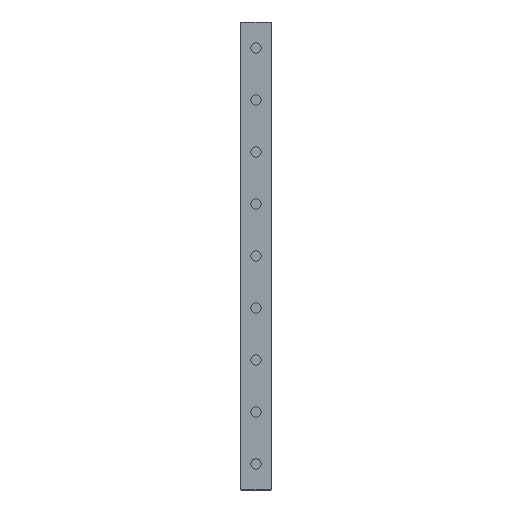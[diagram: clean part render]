
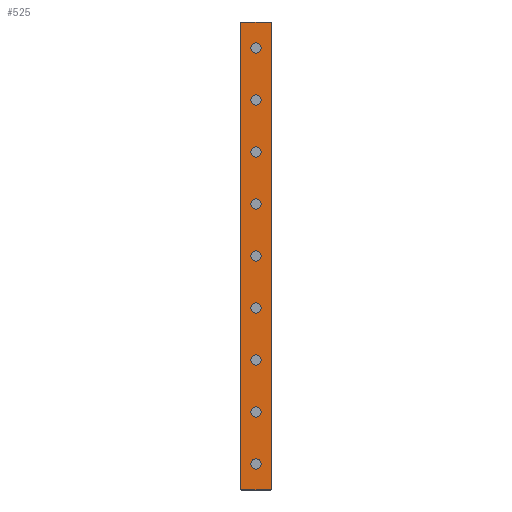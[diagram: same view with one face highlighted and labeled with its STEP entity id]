
A CAD part, top view. The second image highlights one B-rep face of the part: STEP entity #525.
In plain terms, the highlighted planar face has unit normal (0, 0, 1).
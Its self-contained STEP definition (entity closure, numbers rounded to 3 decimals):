
#525=ADVANCED_FACE('',(#1079,#1080,#1081,#1082,#1083,#1084,#1085,#1086,#1087,#1088),#1089,.T.);
#1079=FACE_BOUND('',#1646,.T.);
#1080=FACE_BOUND('',#1647,.T.);
#1081=FACE_BOUND('',#1648,.T.);
#1082=FACE_BOUND('',#1649,.T.);
#1083=FACE_BOUND('',#1650,.T.);
#1084=FACE_BOUND('',#1651,.T.);
#1085=FACE_BOUND('',#1652,.T.);
#1086=FACE_BOUND('',#1653,.T.);
#1087=FACE_BOUND('',#1654,.T.);
#1088=FACE_OUTER_BOUND('',#1655,.T.);
#1089=PLANE('',#1656);
#1646=EDGE_LOOP('',(#3131,#3132));
#1647=EDGE_LOOP('',(#3133,#3134));
#1648=EDGE_LOOP('',(#3135,#3136));
#1649=EDGE_LOOP('',(#3137,#3138));
#1650=EDGE_LOOP('',(#3139,#3140));
#1651=EDGE_LOOP('',(#3141,#3142));
#1652=EDGE_LOOP('',(#3143,#3144));
#1653=EDGE_LOOP('',(#3145,#3146));
#1654=EDGE_LOOP('',(#3147,#3148));
#1655=EDGE_LOOP('',(#3149,#3150,#3151,#3152));
#1656=AXIS2_PLACEMENT_3D('',#3153,#3154,#3155);
#3131=ORIENTED_EDGE('',*,*,#3358,.T.);
#3132=ORIENTED_EDGE('',*,*,#3759,.T.);
#3133=ORIENTED_EDGE('',*,*,#3348,.T.);
#3134=ORIENTED_EDGE('',*,*,#3765,.T.);
#3135=ORIENTED_EDGE('',*,*,#3338,.T.);
#3136=ORIENTED_EDGE('',*,*,#3771,.T.);
#3137=ORIENTED_EDGE('',*,*,#3328,.T.);
#3138=ORIENTED_EDGE('',*,*,#3777,.T.);
#3139=ORIENTED_EDGE('',*,*,#3318,.T.);
#3140=ORIENTED_EDGE('',*,*,#3783,.T.);
#3141=ORIENTED_EDGE('',*,*,#3308,.T.);
#3142=ORIENTED_EDGE('',*,*,#3789,.T.);
#3143=ORIENTED_EDGE('',*,*,#3298,.T.);
#3144=ORIENTED_EDGE('',*,*,#3795,.T.);
#3145=ORIENTED_EDGE('',*,*,#3288,.T.);
#3146=ORIENTED_EDGE('',*,*,#3801,.T.);
#3147=ORIENTED_EDGE('',*,*,#3278,.T.);
#3148=ORIENTED_EDGE('',*,*,#3807,.T.);
#3149=ORIENTED_EDGE('',*,*,#3744,.T.);
#3150=ORIENTED_EDGE('',*,*,#3841,.F.);
#3151=ORIENTED_EDGE('',*,*,#3630,.T.);
#3152=ORIENTED_EDGE('',*,*,#3839,.T.);
#3153=CARTESIAN_POINT('',(0.0,360.0,8.5));
#3154=DIRECTION('',(0.0,0.0,1.0));
#3155=DIRECTION('',(-1.0,0.0,0.0));
#3278=EDGE_CURVE('',#3898,#3895,#3899,.T.);
#3288=EDGE_CURVE('',#3916,#3913,#3917,.T.);
#3298=EDGE_CURVE('',#3934,#3931,#3935,.T.);
#3308=EDGE_CURVE('',#3952,#3949,#3953,.T.);
#3318=EDGE_CURVE('',#3970,#3967,#3971,.T.);
#3328=EDGE_CURVE('',#3988,#3985,#3989,.T.);
#3338=EDGE_CURVE('',#4006,#4003,#4007,.T.);
#3348=EDGE_CURVE('',#4024,#4021,#4025,.T.);
#3358=EDGE_CURVE('',#4042,#4039,#4043,.T.);
#3630=EDGE_CURVE('',#4443,#4441,#4444,.T.);
#3744=EDGE_CURVE('',#4624,#4622,#4625,.T.);
#3759=EDGE_CURVE('',#4039,#4042,#4651,.T.);
#3765=EDGE_CURVE('',#4021,#4024,#4657,.T.);
#3771=EDGE_CURVE('',#4003,#4006,#4663,.T.);
#3777=EDGE_CURVE('',#3985,#3988,#4669,.T.);
#3783=EDGE_CURVE('',#3967,#3970,#4675,.T.);
#3789=EDGE_CURVE('',#3949,#3952,#4681,.T.);
#3795=EDGE_CURVE('',#3931,#3934,#4687,.T.);
#3801=EDGE_CURVE('',#3913,#3916,#4693,.T.);
#3807=EDGE_CURVE('',#3895,#3898,#4699,.T.);
#3839=EDGE_CURVE('',#4441,#4624,#4731,.T.);
#3841=EDGE_CURVE('',#4443,#4622,#4733,.T.);
#3895=VERTEX_POINT('',#4793);
#3898=VERTEX_POINT('',#4797);
#3899=CIRCLE('',#4798,4.0);
#3913=VERTEX_POINT('',#4815);
#3916=VERTEX_POINT('',#4819);
#3917=CIRCLE('',#4820,4.0);
#3931=VERTEX_POINT('',#4837);
#3934=VERTEX_POINT('',#4841);
#3935=CIRCLE('',#4842,4.0);
#3949=VERTEX_POINT('',#4859);
#3952=VERTEX_POINT('',#4863);
#3953=CIRCLE('',#4864,4.0);
#3967=VERTEX_POINT('',#4881);
#3970=VERTEX_POINT('',#4885);
#3971=CIRCLE('',#4886,4.0);
#3985=VERTEX_POINT('',#4903);
#3988=VERTEX_POINT('',#4907);
#3989=CIRCLE('',#4908,4.0);
#4003=VERTEX_POINT('',#4925);
#4006=VERTEX_POINT('',#4929);
#4007=CIRCLE('',#4930,4.0);
#4021=VERTEX_POINT('',#4947);
#4024=VERTEX_POINT('',#4951);
#4025=CIRCLE('',#4952,4.0);
#4039=VERTEX_POINT('',#4969);
#4042=VERTEX_POINT('',#4973);
#4043=CIRCLE('',#4974,4.0);
#4441=VERTEX_POINT('',#5512);
#4443=VERTEX_POINT('',#5515);
#4444=LINE('',#5516,#5517);
#4622=VERTEX_POINT('',#5769);
#4624=VERTEX_POINT('',#5772);
#4625=LINE('',#5773,#5774);
#4651=CIRCLE('',#5806,4.0);
#4657=CIRCLE('',#5812,4.0);
#4663=CIRCLE('',#5818,4.0);
#4669=CIRCLE('',#5824,4.0);
#4675=CIRCLE('',#5830,4.0);
#4681=CIRCLE('',#5836,4.0);
#4687=CIRCLE('',#5842,4.0);
#4693=CIRCLE('',#5848,4.0);
#4699=CIRCLE('',#5854,4.0);
#4731=LINE('',#5899,#5900);
#4733=LINE('',#5902,#5903);
#4793=CARTESIAN_POINT('',(4.0,20.0,8.5));
#4797=CARTESIAN_POINT('',(-4.0,20.0,8.5));
#4798=AXIS2_PLACEMENT_3D('',#5965,#5966,#5967);
#4815=CARTESIAN_POINT('',(4.0,60.0,8.5));
#4819=CARTESIAN_POINT('',(-4.0,60.0,8.5));
#4820=AXIS2_PLACEMENT_3D('',#5981,#5982,#5983);
#4837=CARTESIAN_POINT('',(4.0,100.0,8.5));
#4841=CARTESIAN_POINT('',(-4.0,100.0,8.5));
#4842=AXIS2_PLACEMENT_3D('',#5997,#5998,#5999);
#4859=CARTESIAN_POINT('',(4.0,140.0,8.5));
#4863=CARTESIAN_POINT('',(-4.0,140.0,8.5));
#4864=AXIS2_PLACEMENT_3D('',#6013,#6014,#6015);
#4881=CARTESIAN_POINT('',(4.0,180.0,8.5));
#4885=CARTESIAN_POINT('',(-4.0,180.0,8.5));
#4886=AXIS2_PLACEMENT_3D('',#6029,#6030,#6031);
#4903=CARTESIAN_POINT('',(4.0,220.0,8.5));
#4907=CARTESIAN_POINT('',(-4.0,220.0,8.5));
#4908=AXIS2_PLACEMENT_3D('',#6045,#6046,#6047);
#4925=CARTESIAN_POINT('',(4.0,260.0,8.5));
#4929=CARTESIAN_POINT('',(-4.0,260.0,8.5));
#4930=AXIS2_PLACEMENT_3D('',#6061,#6062,#6063);
#4947=CARTESIAN_POINT('',(4.0,300.0,8.5));
#4951=CARTESIAN_POINT('',(-4.0,300.0,8.5));
#4952=AXIS2_PLACEMENT_3D('',#6077,#6078,#6079);
#4969=CARTESIAN_POINT('',(4.0,340.0,8.5));
#4973=CARTESIAN_POINT('',(-4.0,340.0,8.5));
#4974=AXIS2_PLACEMENT_3D('',#6093,#6094,#6095);
#5512=CARTESIAN_POINT('',(-11.6,360.0,8.5));
#5515=CARTESIAN_POINT('',(11.6,360.0,8.5));
#5516=CARTESIAN_POINT('',(11.6,360.0,8.5));
#5517=VECTOR('',#6396,1.0);
#5769=CARTESIAN_POINT('',(11.6,0.0,8.5));
#5772=CARTESIAN_POINT('',(-11.6,0.0,8.5));
#5773=CARTESIAN_POINT('',(11.6,0.0,8.5));
#5774=VECTOR('',#6514,1.0);
#5806=AXIS2_PLACEMENT_3D('',#6542,#6543,#6544);
#5812=AXIS2_PLACEMENT_3D('',#6551,#6552,#6553);
#5818=AXIS2_PLACEMENT_3D('',#6560,#6561,#6562);
#5824=AXIS2_PLACEMENT_3D('',#6569,#6570,#6571);
#5830=AXIS2_PLACEMENT_3D('',#6578,#6579,#6580);
#5836=AXIS2_PLACEMENT_3D('',#6587,#6588,#6589);
#5842=AXIS2_PLACEMENT_3D('',#6596,#6597,#6598);
#5848=AXIS2_PLACEMENT_3D('',#6605,#6606,#6607);
#5854=AXIS2_PLACEMENT_3D('',#6614,#6615,#6616);
#5899=CARTESIAN_POINT('',(-11.6,360.0,8.5));
#5900=VECTOR('',#6636,1.0);
#5902=CARTESIAN_POINT('',(11.6,360.0,8.5));
#5903=VECTOR('',#6637,1.0);
#5965=CARTESIAN_POINT('',(0.0,20.0,8.5));
#5966=DIRECTION('',(0.0,0.0,-1.0));
#5967=DIRECTION('',(1.0,0.0,0.0));
#5981=CARTESIAN_POINT('',(0.0,60.0,8.5));
#5982=DIRECTION('',(0.0,0.0,-1.0));
#5983=DIRECTION('',(1.0,0.0,0.0));
#5997=CARTESIAN_POINT('',(0.0,100.0,8.5));
#5998=DIRECTION('',(0.0,0.0,-1.0));
#5999=DIRECTION('',(1.0,0.0,0.0));
#6013=CARTESIAN_POINT('',(0.0,140.0,8.5));
#6014=DIRECTION('',(0.0,0.0,-1.0));
#6015=DIRECTION('',(1.0,0.0,0.0));
#6029=CARTESIAN_POINT('',(0.0,180.0,8.5));
#6030=DIRECTION('',(0.0,0.0,-1.0));
#6031=DIRECTION('',(1.0,0.0,0.0));
#6045=CARTESIAN_POINT('',(0.0,220.0,8.5));
#6046=DIRECTION('',(0.0,0.0,-1.0));
#6047=DIRECTION('',(1.0,0.0,0.0));
#6061=CARTESIAN_POINT('',(0.0,260.0,8.5));
#6062=DIRECTION('',(0.0,0.0,-1.0));
#6063=DIRECTION('',(1.0,0.0,0.0));
#6077=CARTESIAN_POINT('',(0.0,300.0,8.5));
#6078=DIRECTION('',(0.0,0.0,-1.0));
#6079=DIRECTION('',(1.0,0.0,0.0));
#6093=CARTESIAN_POINT('',(0.0,340.0,8.5));
#6094=DIRECTION('',(0.0,0.0,-1.0));
#6095=DIRECTION('',(1.0,0.0,0.0));
#6396=DIRECTION('',(-1.0,0.0,0.0));
#6514=DIRECTION('',(1.0,0.0,0.0));
#6542=CARTESIAN_POINT('',(0.0,340.0,8.5));
#6543=DIRECTION('',(0.0,0.0,-1.0));
#6544=DIRECTION('',(1.0,0.0,0.0));
#6551=CARTESIAN_POINT('',(0.0,300.0,8.5));
#6552=DIRECTION('',(0.0,0.0,-1.0));
#6553=DIRECTION('',(1.0,0.0,0.0));
#6560=CARTESIAN_POINT('',(0.0,260.0,8.5));
#6561=DIRECTION('',(0.0,0.0,-1.0));
#6562=DIRECTION('',(1.0,0.0,0.0));
#6569=CARTESIAN_POINT('',(0.0,220.0,8.5));
#6570=DIRECTION('',(0.0,0.0,-1.0));
#6571=DIRECTION('',(1.0,0.0,0.0));
#6578=CARTESIAN_POINT('',(0.0,180.0,8.5));
#6579=DIRECTION('',(0.0,0.0,-1.0));
#6580=DIRECTION('',(1.0,0.0,0.0));
#6587=CARTESIAN_POINT('',(0.0,140.0,8.5));
#6588=DIRECTION('',(0.0,0.0,-1.0));
#6589=DIRECTION('',(1.0,0.0,0.0));
#6596=CARTESIAN_POINT('',(0.0,100.0,8.5));
#6597=DIRECTION('',(0.0,0.0,-1.0));
#6598=DIRECTION('',(1.0,0.0,0.0));
#6605=CARTESIAN_POINT('',(0.0,60.0,8.5));
#6606=DIRECTION('',(0.0,0.0,-1.0));
#6607=DIRECTION('',(1.0,0.0,0.0));
#6614=CARTESIAN_POINT('',(0.0,20.0,8.5));
#6615=DIRECTION('',(0.0,0.0,-1.0));
#6616=DIRECTION('',(1.0,0.0,0.0));
#6636=DIRECTION('',(0.0,-1.0,0.0));
#6637=DIRECTION('',(0.0,-1.0,0.0));
